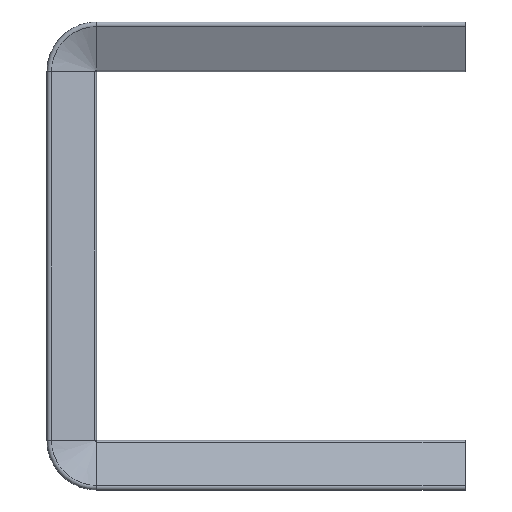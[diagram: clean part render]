
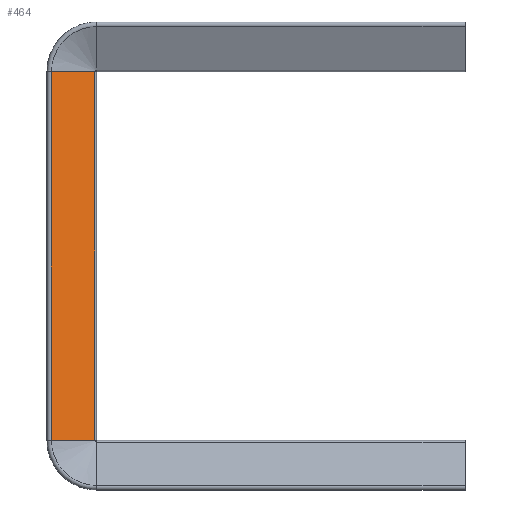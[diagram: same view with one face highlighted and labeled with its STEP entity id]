
A CAD part, top view. The second image highlights one B-rep face of the part: STEP entity #464.
In plain terms, the highlighted planar face has unit normal (0.406, 0, 0.914).
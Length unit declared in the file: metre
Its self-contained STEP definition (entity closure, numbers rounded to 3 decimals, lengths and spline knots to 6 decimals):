
#17=PLANE('',#603);
#34=LINE('',#856,#66);
#36=LINE('',#861,#68);
#41=LINE('',#873,#73);
#42=LINE('',#877,#74);
#66=VECTOR('',#705,1.);
#68=VECTOR('',#711,1.);
#73=VECTOR('',#724,1.);
#74=VECTOR('',#729,1.);
#162=ORIENTED_EDGE('',*,*,#270,.T.);
#163=ORIENTED_EDGE('',*,*,#261,.F.);
#164=ORIENTED_EDGE('',*,*,#264,.F.);
#165=ORIENTED_EDGE('',*,*,#272,.T.);
#261=EDGE_CURVE('',#313,#317,#34,.T.);
#264=EDGE_CURVE('',#318,#313,#36,.T.);
#270=EDGE_CURVE('',#322,#317,#41,.T.);
#272=EDGE_CURVE('',#318,#322,#42,.T.);
#313=VERTEX_POINT('',#839);
#317=VERTEX_POINT('',#853);
#318=VERTEX_POINT('',#860);
#322=VERTEX_POINT('',#874);
#384=EDGE_LOOP('',(#162,#163,#164,#165));
#414=FACE_BOUND('',#384,.T.);
#464=ADVANCED_FACE('',(#414),#17,.T.);
#603=AXIS2_PLACEMENT_3D('',#876,#727,#728);
#705=DIRECTION('',(-0.914,0.,0.406));
#711=DIRECTION('',(0.,-1.,0.));
#724=DIRECTION('',(0.,-1.,0.));
#727=DIRECTION('',(0.406,0.,0.914));
#728=DIRECTION('',(0.914,0.,-0.406));
#729=DIRECTION('',(-0.914,0.,0.406));
#839=CARTESIAN_POINT('',(0.04887,-0.188849,0.006222));
#853=CARTESIAN_POINT('',(0.004572,-0.188849,0.025923));
#856=CARTESIAN_POINT('',(0.026721,-0.188849,0.016072));
#860=CARTESIAN_POINT('',(0.04887,0.188849,0.006222));
#861=CARTESIAN_POINT('',(0.04887,0.188849,0.006222));
#873=CARTESIAN_POINT('',(0.004572,0.188849,0.025923));
#874=CARTESIAN_POINT('',(0.004572,0.188849,0.025923));
#876=CARTESIAN_POINT('',(0.026721,0.188849,0.016072));
#877=CARTESIAN_POINT('',(0.026721,0.188849,0.016072));
